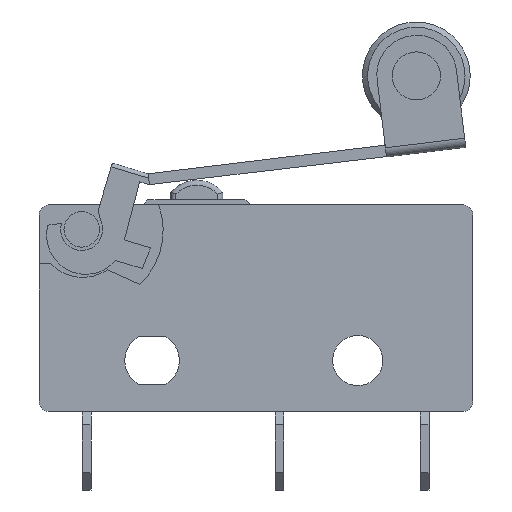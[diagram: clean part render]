
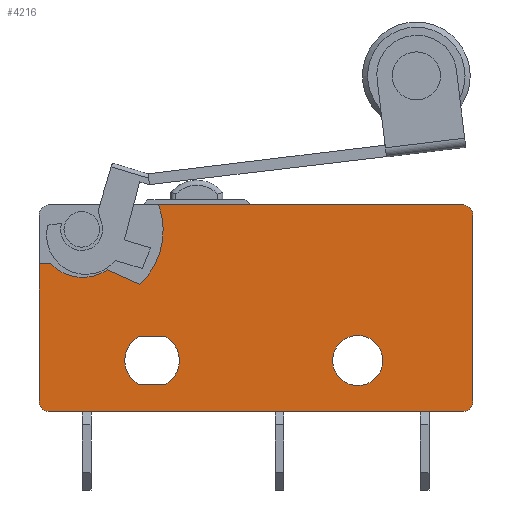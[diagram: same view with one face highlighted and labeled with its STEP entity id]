
A CAD part, front view. The second image highlights one B-rep face of the part: STEP entity #4216.
In plain terms, the highlighted planar face has unit normal (0, -1, 0).
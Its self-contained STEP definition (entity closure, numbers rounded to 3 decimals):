
#110=CIRCLE('',#4341,0.5);
#112=CIRCLE('',#4347,0.5);
#114=CIRCLE('',#4352,0.5);
#152=CIRCLE('',#4452,3.397);
#154=CIRCLE('',#4460,2.066);
#155=CIRCLE('',#4462,1.25);
#157=CIRCLE('',#4466,1.25);
#160=CIRCLE('',#4471,1.15);
#913=ORIENTED_EDGE('',*,*,#1395,.T.);
#914=ORIENTED_EDGE('',*,*,#1392,.T.);
#915=ORIENTED_EDGE('',*,*,#1389,.T.);
#916=ORIENTED_EDGE('',*,*,#1386,.T.);
#917=ORIENTED_EDGE('',*,*,#1383,.T.);
#918=ORIENTED_EDGE('',*,*,#1381,.T.);
#919=ORIENTED_EDGE('',*,*,#1379,.T.);
#920=ORIENTED_EDGE('',*,*,#1205,.F.);
#921=ORIENTED_EDGE('',*,*,#1200,.F.);
#922=ORIENTED_EDGE('',*,*,#1171,.F.);
#923=ORIENTED_EDGE('',*,*,#1174,.F.);
#924=ORIENTED_EDGE('',*,*,#1177,.F.);
#925=ORIENTED_EDGE('',*,*,#1187,.F.);
#926=ORIENTED_EDGE('',*,*,#1197,.F.);
#927=ORIENTED_EDGE('',*,*,#1370,.T.);
#928=ORIENTED_EDGE('',*,*,#1367,.T.);
#1171=EDGE_CURVE('',#1548,#1546,#1841,.T.);
#1174=EDGE_CURVE('',#1550,#1548,#110,.T.);
#1177=EDGE_CURVE('',#1552,#1550,#1845,.T.);
#1187=EDGE_CURVE('',#1560,#1552,#112,.T.);
#1197=EDGE_CURVE('',#1566,#1560,#1863,.T.);
#1200=EDGE_CURVE('',#1546,#1568,#114,.T.);
#1205=EDGE_CURVE('',#1568,#1571,#1867,.T.);
#1367=EDGE_CURVE('',#1682,#1683,#1990,.T.);
#1370=EDGE_CURVE('',#1566,#1682,#152,.T.);
#1379=EDGE_CURVE('',#1688,#1571,#2000,.T.);
#1381=EDGE_CURVE('',#1683,#1688,#154,.T.);
#1383=EDGE_CURVE('',#1691,#1690,#155,.T.);
#1386=EDGE_CURVE('',#1693,#1691,#2004,.T.);
#1389=EDGE_CURVE('',#1695,#1693,#157,.T.);
#1392=EDGE_CURVE('',#1690,#1695,#2008,.T.);
#1395=EDGE_CURVE('',#1698,#1698,#160,.T.);
#1546=VERTEX_POINT('',#5678);
#1548=VERTEX_POINT('',#5682);
#1550=VERTEX_POINT('',#5688);
#1552=VERTEX_POINT('',#5694);
#1560=VERTEX_POINT('',#5715);
#1566=VERTEX_POINT('',#5733);
#1568=VERTEX_POINT('',#5738);
#1571=VERTEX_POINT('',#5750);
#1682=VERTEX_POINT('',#6094);
#1683=VERTEX_POINT('',#6095);
#1688=VERTEX_POINT('',#6118);
#1690=VERTEX_POINT('',#6125);
#1691=VERTEX_POINT('',#6127);
#1693=VERTEX_POINT('',#6133);
#1695=VERTEX_POINT('',#6139);
#1698=VERTEX_POINT('',#6150);
#1841=LINE('',#5683,#2164);
#1845=LINE('',#5695,#2168);
#1863=LINE('',#5734,#2186);
#1867=LINE('',#5749,#2190);
#1990=LINE('',#6093,#2313);
#2000=LINE('',#6117,#2323);
#2004=LINE('',#6132,#2327);
#2008=LINE('',#6144,#2331);
#2164=VECTOR('',#4820,1000.);
#2168=VECTOR('',#4832,1000.);
#2186=VECTOR('',#4864,1000.);
#2190=VECTOR('',#4882,1000.);
#2313=VECTOR('',#5193,1000.);
#2323=VECTOR('',#5219,1000.);
#2327=VECTOR('',#5235,1000.);
#2331=VECTOR('',#5247,1000.);
#2551=EDGE_LOOP('',(#913));
#2552=EDGE_LOOP('',(#914,#915,#916,#917));
#2553=EDGE_LOOP('',(#918,#919,#920,#921,#922,#923,#924,#925,#926,#927,#928));
#2751=FACE_BOUND('',#2551,.T.);
#2752=FACE_BOUND('',#2552,.T.);
#2753=FACE_BOUND('',#2553,.T.);
#2872=PLANE('',#4481);
#4216=ADVANCED_FACE('',(#2751,#2752,#2753),#2872,.F.);
#4341=AXIS2_PLACEMENT_3D('',#5689,#4826,#4827);
#4347=AXIS2_PLACEMENT_3D('',#5716,#4849,#4850);
#4352=AXIS2_PLACEMENT_3D('',#5740,#4870,#4871);
#4452=AXIS2_PLACEMENT_3D('',#6099,#5198,#5199);
#4460=AXIS2_PLACEMENT_3D('',#6121,#5223,#5224);
#4462=AXIS2_PLACEMENT_3D('',#6126,#5228,#5229);
#4466=AXIS2_PLACEMENT_3D('',#6138,#5240,#5241);
#4471=AXIS2_PLACEMENT_3D('',#6149,#5253,#5254);
#4481=AXIS2_PLACEMENT_3D('',#6164,#5277,#5278);
#4820=DIRECTION('',(-1.,0.,0.));
#4826=DIRECTION('',(0.,1.,0.));
#4827=DIRECTION('',(-1.,0.,0.));
#4832=DIRECTION('',(0.,0.,-1.));
#4849=DIRECTION('',(0.,1.,0.));
#4850=DIRECTION('',(-1.,0.,0.));
#4864=DIRECTION('',(1.,0.,0.));
#4870=DIRECTION('',(0.,1.,0.));
#4871=DIRECTION('',(1.,0.,0.));
#4882=DIRECTION('',(0.,0.,1.));
#5193=DIRECTION('',(-0.911,0.,0.412));
#5198=DIRECTION('',(0.,1.,0.));
#5199=DIRECTION('',(-1.,0.,0.));
#5219=DIRECTION('',(-1.,0.,0.));
#5223=DIRECTION('',(0.,1.,0.));
#5224=DIRECTION('',(1.,0.,0.));
#5228=DIRECTION('',(0.,1.,0.));
#5229=DIRECTION('',(1.,0.,0.));
#5235=DIRECTION('',(-1.,0.,0.));
#5240=DIRECTION('',(0.,1.,0.));
#5241=DIRECTION('',(-1.,0.,0.));
#5247=DIRECTION('',(1.,0.,0.));
#5253=DIRECTION('',(0.,1.,0.));
#5254=DIRECTION('',(1.,0.,0.));
#5277=DIRECTION('',(0.,1.,0.));
#5278=DIRECTION('',(0.,0.,1.));
#5678=CARTESIAN_POINT('',(-9.45,0.,-4.75));
#5682=CARTESIAN_POINT('',(9.45,0.,-4.75));
#5683=CARTESIAN_POINT('',(-9.45,0.,-4.75));
#5688=CARTESIAN_POINT('',(9.95,0.,-4.25));
#5689=CARTESIAN_POINT('',(9.45,0.,-4.25));
#5694=CARTESIAN_POINT('',(9.95,0.,4.25));
#5695=CARTESIAN_POINT('',(9.95,0.,-4.25));
#5715=CARTESIAN_POINT('',(9.45,0.,4.75));
#5716=CARTESIAN_POINT('',(9.45,0.,4.25));
#5733=CARTESIAN_POINT('',(-4.471,0.,4.75));
#5734=CARTESIAN_POINT('',(9.45,0.,4.75));
#5738=CARTESIAN_POINT('',(-9.95,0.,-4.25));
#5740=CARTESIAN_POINT('',(-9.45,0.,-4.25));
#5749=CARTESIAN_POINT('',(-9.95,0.,4.25));
#5750=CARTESIAN_POINT('',(-9.95,0.,2.032));
#6093=CARTESIAN_POINT('',(-5.324,0.,1.091));
#6094=CARTESIAN_POINT('',(-5.324,0.,1.091));
#6095=CARTESIAN_POINT('',(-6.801,0.,1.759));
#6099=CARTESIAN_POINT('',(-7.654,0.,3.564));
#6117=CARTESIAN_POINT('',(-9.428,0.,2.032));
#6118=CARTESIAN_POINT('',(-9.428,0.,2.032));
#6121=CARTESIAN_POINT('',(-7.95,0.,3.477));
#6125=CARTESIAN_POINT('',(-5.385,0.,-1.319));
#6126=CARTESIAN_POINT('',(-4.766,0.,-2.405));
#6127=CARTESIAN_POINT('',(-5.385,0.,-3.491));
#6132=CARTESIAN_POINT('',(-4.147,0.,-3.491));
#6133=CARTESIAN_POINT('',(-4.147,0.,-3.491));
#6138=CARTESIAN_POINT('',(-4.766,0.,-2.405));
#6139=CARTESIAN_POINT('',(-4.147,0.,-1.319));
#6144=CARTESIAN_POINT('',(-4.147,0.,-1.319));
#6149=CARTESIAN_POINT('',(4.667,0.,-2.405));
#6150=CARTESIAN_POINT('',(5.817,0.,-2.405));
#6164=CARTESIAN_POINT('',(-9.45,0.,-4.25));
